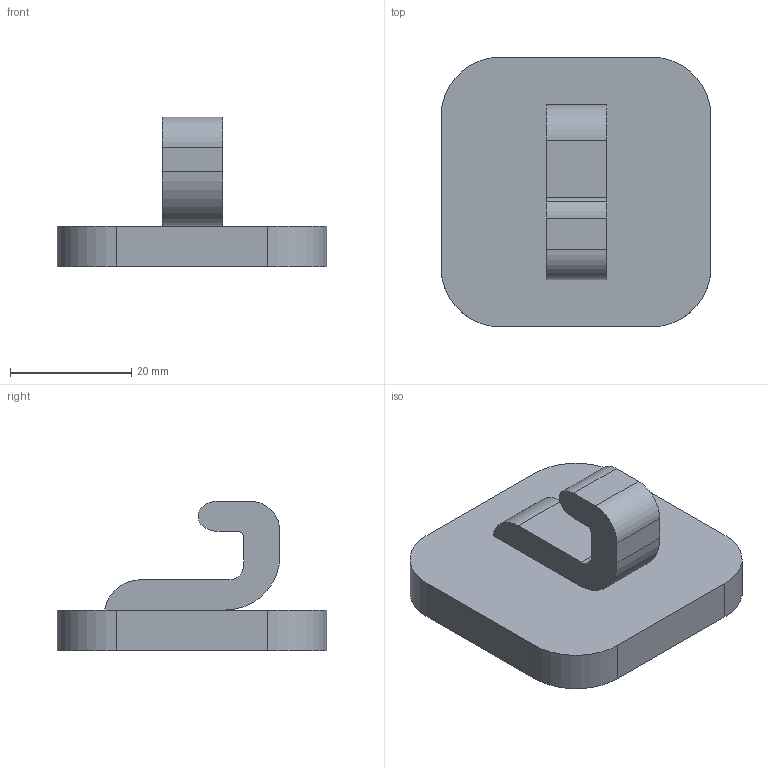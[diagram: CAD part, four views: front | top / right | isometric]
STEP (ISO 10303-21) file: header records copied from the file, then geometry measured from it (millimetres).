
FILE_DESCRIPTION(/* description */ (''),/* implementation_level */ '2;1');
FILE_NAME(/* name */ 'Hook module.step',/* time_stamp */ '2026-02-27T15:35:04+01:00',/* author */ (''),/* organization */ (''),/* preprocessor_version */ 'ST-DEVELOPER v20.1',/* originating_system */ 'Autodesk Translation Framework v14.24.0.0',/* authorisation */ '');
FILE_SCHEMA (('AUTOMOTIVE_DESIGN { 1 0 10303 214 3 1 1 }'));
Length unit declared in the file: millimetre
Products named in the file (1): (Unsaved)
Bounding box: 44.5 x 44.5 x 24.75 mm (x, y, z)
Volume: 14935.8 mm3; surface area: 6190.2 mm2
Topology: 1 solids, 5 shells, 37 faces, 78 edges, 52 vertices
Faces by surface type: plane 21, cylinder 16
Full cylindrical faces by diameter (mm): 5 x4
Entity records: 1029 total; most frequent: DIRECTION 186, CARTESIAN_POINT 168, ORIENTED_EDGE 156, EDGE_CURVE 78, AXIS2_PLACEMENT_3D 70, VERTEX_POINT 52, LINE 46, VECTOR 46
